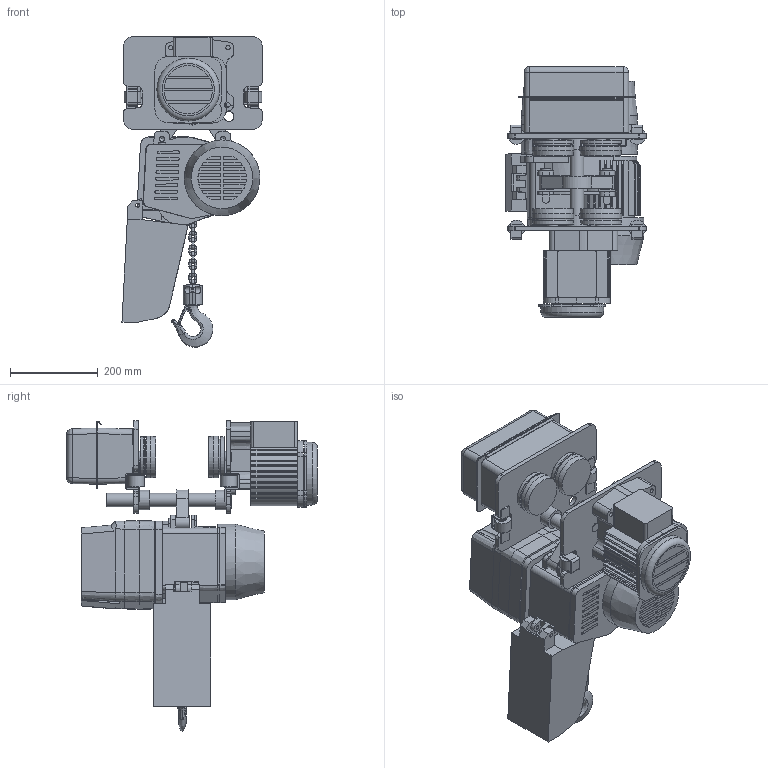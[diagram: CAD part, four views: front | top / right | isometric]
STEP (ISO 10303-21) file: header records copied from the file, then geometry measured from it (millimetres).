
FILE_DESCRIPTION(('STEP AP214'),'1');
FILE_NAME('KITO EQ Kättingtelfer 125-1 med elåkvagn.stp','2013-10-03T06:52:36',(' '),(' '),'Spatial InterOp 3D',' ',' ');
FILE_SCHEMA(('automotive_design'));
Length unit declared in the file: millimetre
Products named in the file (29): Assembly2; Part3; Part2; Part1; Assembly1; Part5; Part4; KITO EQ Kattingtelfer 125-1 med elakvagn; Part6
Assembly tree (37 placements, depth 6):
  KITO EQ Kattingtelfer 125-1 med elakvagn
    Assembly2
      Assembly2
        Part3
        Part2
        Part1
      Assembly1
        Part5
        Part4
        Part3
        Part2
        Part1
    Assembly1
      Part6
      Part5
      Part4
      Part3
      Part2
      Part1
      Assembly1
        Part2  x2
        Assembly2
          Part1  x8
        Assembly1
          Assembly2
            Part2
            Part1
          Assembly1
            Part2  x2
Bounding box: 318.93 x 570.5 x 705.51 mm (x, y, z)
Volume: 29329226.3 mm3; surface area: 2074547.2 mm2
Topology: 28 solids, 30 shells, 1496 faces, 4056 edges, 2652 vertices
Faces by surface type: plane 811, cylinder 352, bspline 245, cone 63, torus 22, sphere 3
Full cylindrical faces by diameter (mm): 4 x3, 5.4 x20, 6 x3, 6.2 x4, 8.4 x2, 9 x2, 10 x12, 11 x1, 12.2 x6, 17 x2, 17.3 x8, 23 x2, 25 x4, 31 x2, 32 x2, 38 x4, 45 x2, 80.5 x4, 92.2 x4, 95 x4, 137 x1, 172 x1
Entity records: 65792 total; most frequent: CARTESIAN_POINT 18789, ORIENTED_EDGE 7438, DIRECTION 6903, EDGE_CURVE 3719, VERTEX_POINT 2503, AXIS2_PLACEMENT_3D 2325, LINE 2253, VECTOR 2253
